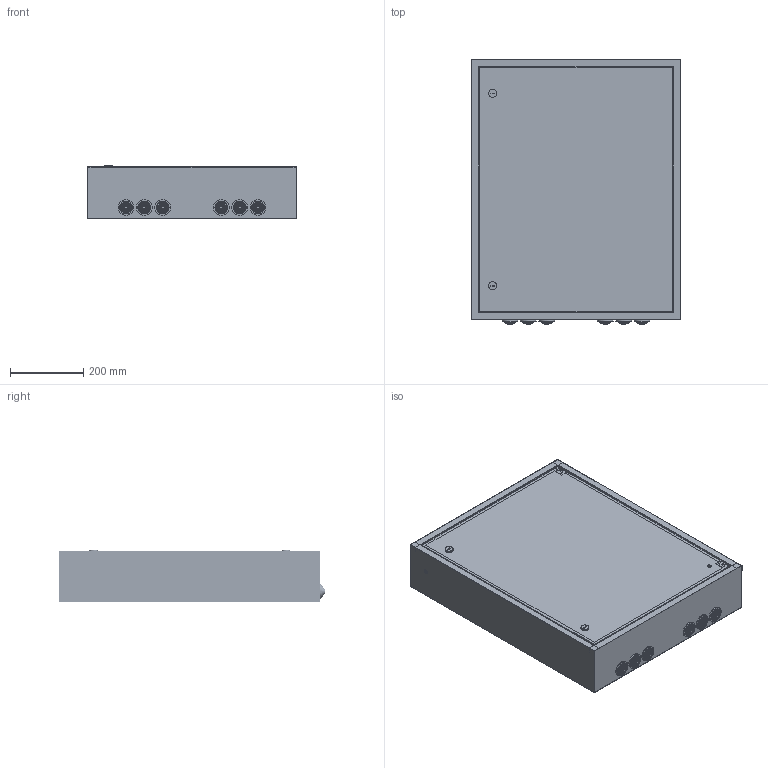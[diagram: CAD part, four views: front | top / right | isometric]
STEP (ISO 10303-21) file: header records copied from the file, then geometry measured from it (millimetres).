
FILE_DESCRIPTION (( 'STEP AP214' ), '1' );
FILE_NAME ('ÊÈÂÀ 223.00.00-13ÑÁ óïðîù.STEP', '2024-10-03T08:13:02', ( '' ), ( '' ), 'SwSTEP 2.0', 'SolidWorks 2022', '' );
FILE_SCHEMA (( 'AUTOMOTIVE_DESIGN' ));
Length unit declared in the file: millimetre
Products named in the file (1): КИВА 223.00.00-13СБ упрощ
Bounding box: 570 x 723.01 x 143.5 mm (x, y, z)
Volume: 4680768.2 mm3; surface area: 4064035.4 mm2
Topology: 51 solids, 69 shells, 5351 faces, 14444 edges, 9552 vertices
Faces by surface type: plane 3559, cylinder 1270, cone 224, bspline 136, sphere 98, torus 64
Entity records: 238483 total; most frequent: CARTESIAN_POINT 43632, ORIENTED_EDGE 28848, DIRECTION 26762, EDGE_CURVE 14424, LINE 10234, VECTOR 10234, VERTEX_POINT 9550, AXIS2_PLACEMENT_3D 8264
